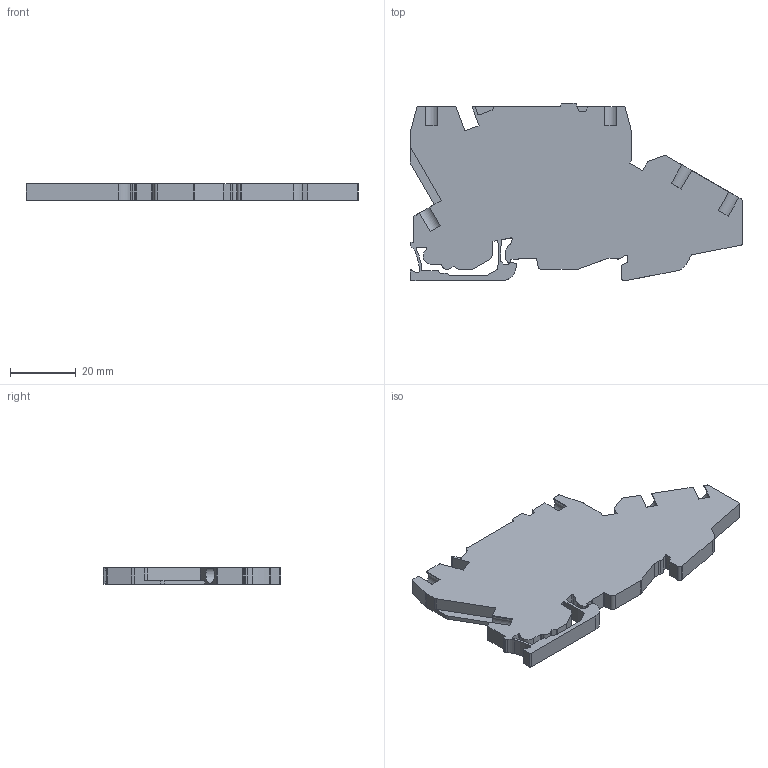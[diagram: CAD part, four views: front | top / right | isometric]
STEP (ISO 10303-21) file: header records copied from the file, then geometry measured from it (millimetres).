
FILE_DESCRIPTION((''),'2;1');
FILE_NAME('FDLI25_ISO_GENERIK','2012-05-14T',('Carl'),(''),'PRO/ENGINEER BY PARAMETRIC TECHNOLOGY CORPORATION, 2007390','PRO/ENGINEER BY PARAMETRIC TECHNOLOGY CORPORATION, 2007390','');
FILE_SCHEMA(('CONFIG_CONTROL_DESIGN'));
Length unit declared in the file: millimetre
Products named in the file (1): FDLI25_ISO_GENERIK
Bounding box: 101 x 54 x 5.1 mm (x, y, z)
Volume: 19518.3 mm3; surface area: 11166.2 mm2
Topology: 1 solids, 10 shells, 269 faces, 753 edges, 504 vertices
Faces by surface type: plane 143, cylinder 116, bspline 8, cone 2
Entity records: 9200 total; most frequent: CARTESIAN_POINT 2209, ORIENTED_EDGE 1506, DIRECTION 1409, EDGE_CURVE 753, VERTEX_POINT 504, VECTOR 487, LINE 487, AXIS2_PLACEMENT_3D 461
